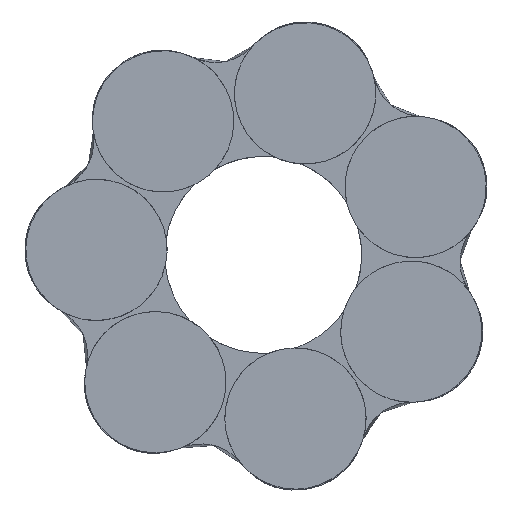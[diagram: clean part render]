
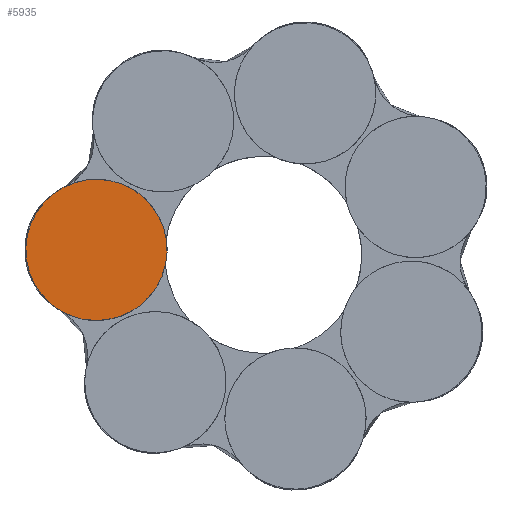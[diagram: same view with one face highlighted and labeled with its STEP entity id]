
A CAD part, top view. The second image highlights one B-rep face of the part: STEP entity #5935.
In plain terms, the highlighted planar face has unit normal (0, 0, 1).
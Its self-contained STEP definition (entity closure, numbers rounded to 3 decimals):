
#3260 = CYLINDRICAL_SURFACE('',#3261,5.125);
#3261 = AXIS2_PLACEMENT_3D('',#3262,#3263,#3264);
#3262 = CARTESIAN_POINT('',(-13.473,-0.25,3.99));
#3263 = DIRECTION('',(0.,0.,-1.));
#3264 = DIRECTION('',(-1.,0.03,
    0.));
#5340 = VERTEX_POINT('',#5341);
#5341 = CARTESIAN_POINT('',(-18.596,-0.095,4.99));
#5362 = EDGE_CURVE('',#5340,#5340,#5363,.T.);
#5363 = SURFACE_CURVE('',#5364,(#5369,#5376),.PCURVE_S1.);
#5364 = CIRCLE('',#5365,5.125);
#5365 = AXIS2_PLACEMENT_3D('',#5366,#5367,#5368);
#5366 = CARTESIAN_POINT('',(-13.473,-0.25,4.99));
#5367 = DIRECTION('',(0.,0.,1.));
#5368 = DIRECTION('',(-1.,0.03,
    0.));
#5369 = PCURVE('',#3260,#5370);
#5370 = DEFINITIONAL_REPRESENTATION('',(#5371),#5375);
#5371 = LINE('',#5372,#5373);
#5372 = CARTESIAN_POINT('',(-0.,-1.));
#5373 = VECTOR('',#5374,1.);
#5374 = DIRECTION('',(-1.,0.));
#5375 = ( GEOMETRIC_REPRESENTATION_CONTEXT(2) 
PARAMETRIC_REPRESENTATION_CONTEXT() REPRESENTATION_CONTEXT('2D SPACE',''
  ) );
#5376 = PCURVE('',#5377,#5382);
#5377 = PLANE('',#5378);
#5378 = AXIS2_PLACEMENT_3D('',#5379,#5380,#5381);
#5379 = CARTESIAN_POINT('',(-13.473,-0.25,4.99));
#5380 = DIRECTION('',(0.,0.,1.));
#5381 = DIRECTION('',(-0.975,-0.223,
    0.));
#5382 = DEFINITIONAL_REPRESENTATION('',(#5383),#5387);
#5383 = CIRCLE('',#5384,5.125);
#5384 = AXIS2_PLACEMENT_2D('',#5385,#5386);
#5385 = CARTESIAN_POINT('',(0.,0.));
#5386 = DIRECTION('',(0.968,-0.252));
#5387 = ( GEOMETRIC_REPRESENTATION_CONTEXT(2) 
PARAMETRIC_REPRESENTATION_CONTEXT() REPRESENTATION_CONTEXT('2D SPACE',''
  ) );
#5935 = ADVANCED_FACE('',(#5936),#5377,.T.);
#5936 = FACE_BOUND('',#5937,.T.);
#5937 = EDGE_LOOP('',(#5938));
#5938 = ORIENTED_EDGE('',*,*,#5362,.T.);
